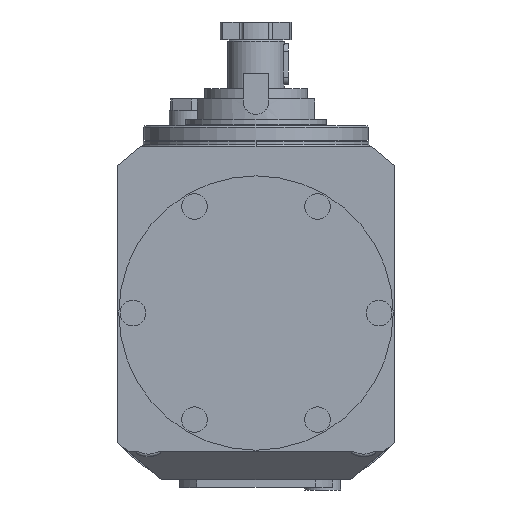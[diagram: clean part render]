
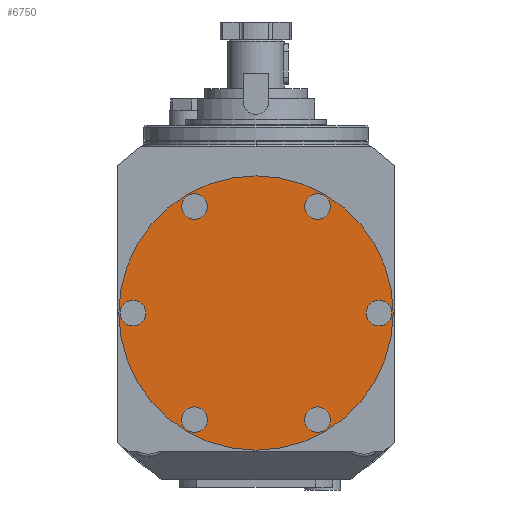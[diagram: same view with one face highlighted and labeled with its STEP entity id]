
A CAD part, left-side view. The second image highlights one B-rep face of the part: STEP entity #6750.
In plain terms, the highlighted planar face has unit normal (-1, 0, 0).
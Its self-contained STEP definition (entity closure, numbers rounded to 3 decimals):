
#685=CARTESIAN_POINT('',(-138.,0.,0.));
#686=DIRECTION('',(-1.,0.,0.));
#687=DIRECTION('',(0.,0.,1.));
#688=AXIS2_PLACEMENT_3D('',#685,#686,#687);
#694=CARTESIAN_POINT('',(-138.,0.,0.));
#695=DIRECTION('',(1.,0.,0.));
#696=DIRECTION('',(0.,0.,1.));
#697=AXIS2_PLACEMENT_3D('',#694,#695,#696);
#703=CARTESIAN_POINT('',(-138.,-24.,41.569));
#704=DIRECTION('',(1.,0.,0.));
#705=DIRECTION('',(0.,0.,1.));
#706=AXIS2_PLACEMENT_3D('',#703,#704,#705);
#708=CARTESIAN_POINT('',(-138.,-24.,41.569));
#709=DIRECTION('',(1.,0.,0.));
#710=DIRECTION('',(0.,0.,-1.));
#711=AXIS2_PLACEMENT_3D('',#708,#709,#710);
#713=CARTESIAN_POINT('',(-138.,24.,41.569));
#714=DIRECTION('',(1.,0.,0.));
#715=DIRECTION('',(0.,0.,1.));
#716=AXIS2_PLACEMENT_3D('',#713,#714,#715);
#718=CARTESIAN_POINT('',(-138.,24.,41.569));
#719=DIRECTION('',(1.,0.,0.));
#720=DIRECTION('',(0.,0.,-1.));
#721=AXIS2_PLACEMENT_3D('',#718,#719,#720);
#723=CARTESIAN_POINT('',(-138.,48.,0.));
#724=DIRECTION('',(1.,0.,0.));
#725=DIRECTION('',(0.,0.,1.));
#726=AXIS2_PLACEMENT_3D('',#723,#724,#725);
#728=CARTESIAN_POINT('',(-138.,48.,0.));
#729=DIRECTION('',(1.,0.,0.));
#730=DIRECTION('',(0.,0.,-1.));
#731=AXIS2_PLACEMENT_3D('',#728,#729,#730);
#733=CARTESIAN_POINT('',(-138.,24.,-41.569));
#734=DIRECTION('',(1.,0.,0.));
#735=DIRECTION('',(0.,0.,1.));
#736=AXIS2_PLACEMENT_3D('',#733,#734,#735);
#738=CARTESIAN_POINT('',(-138.,24.,-41.569));
#739=DIRECTION('',(1.,0.,0.));
#740=DIRECTION('',(0.,0.,-1.));
#741=AXIS2_PLACEMENT_3D('',#738,#739,#740);
#743=CARTESIAN_POINT('',(-138.,-24.,-41.569));
#744=DIRECTION('',(1.,0.,0.));
#745=DIRECTION('',(0.,0.,1.));
#746=AXIS2_PLACEMENT_3D('',#743,#744,#745);
#748=CARTESIAN_POINT('',(-138.,-24.,-41.569));
#749=DIRECTION('',(1.,0.,0.));
#750=DIRECTION('',(0.,0.,-1.));
#751=AXIS2_PLACEMENT_3D('',#748,#749,#750);
#753=CARTESIAN_POINT('',(-138.,-48.,0.));
#754=DIRECTION('',(1.,0.,0.));
#755=DIRECTION('',(0.,0.,1.));
#756=AXIS2_PLACEMENT_3D('',#753,#754,#755);
#758=CARTESIAN_POINT('',(-138.,-48.,0.));
#759=DIRECTION('',(1.,0.,0.));
#760=DIRECTION('',(0.,0.,-1.));
#761=AXIS2_PLACEMENT_3D('',#758,#759,#760);
#5523=CARTESIAN_POINT('',(-138.,0.,53.5));
#5524=CARTESIAN_POINT('',(-138.,0.,-53.5));
#5525=VERTEX_POINT('',#5523);
#5526=VERTEX_POINT('',#5524);
#5535=CARTESIAN_POINT('',(-138.,-24.,46.569));
#5536=CARTESIAN_POINT('',(-138.,-24.,36.569));
#5537=VERTEX_POINT('',#5535);
#5538=VERTEX_POINT('',#5536);
#5543=CARTESIAN_POINT('',(-138.,24.,46.569));
#5544=CARTESIAN_POINT('',(-138.,24.,36.569));
#5545=VERTEX_POINT('',#5543);
#5546=VERTEX_POINT('',#5544);
#5551=CARTESIAN_POINT('',(-138.,48.,5.));
#5552=CARTESIAN_POINT('',(-138.,48.,-5.));
#5553=VERTEX_POINT('',#5551);
#5554=VERTEX_POINT('',#5552);
#5559=CARTESIAN_POINT('',(-138.,24.,-36.569));
#5560=CARTESIAN_POINT('',(-138.,24.,-46.569));
#5561=VERTEX_POINT('',#5559);
#5562=VERTEX_POINT('',#5560);
#5567=CARTESIAN_POINT('',(-138.,-24.,-36.569));
#5568=CARTESIAN_POINT('',(-138.,-24.,-46.569));
#5569=VERTEX_POINT('',#5567);
#5570=VERTEX_POINT('',#5568);
#5575=CARTESIAN_POINT('',(-138.,-48.,5.));
#5576=CARTESIAN_POINT('',(-138.,-48.,-5.));
#5577=VERTEX_POINT('',#5575);
#5578=VERTEX_POINT('',#5576);
#6705=CARTESIAN_POINT('',(-138.,0.,0.));
#6706=DIRECTION('',(-1.,0.,0.));
#6707=DIRECTION('',(0.,0.,-1.));
#6708=AXIS2_PLACEMENT_3D('',#6705,#6706,#6707);
#6709=PLANE('',#6708);
#6710=ORIENTED_EDGE('',*,*,#6699,.T.);
#6711=ORIENTED_EDGE('',*,*,#6685,.F.);
#6712=EDGE_LOOP('',(#6710,#6711));
#6713=FACE_OUTER_BOUND('',#6712,.F.);
#6715=ORIENTED_EDGE('',*,*,#6714,.F.);
#6717=ORIENTED_EDGE('',*,*,#6716,.F.);
#6718=EDGE_LOOP('',(#6715,#6717));
#6719=FACE_BOUND('',#6718,.F.);
#6721=ORIENTED_EDGE('',*,*,#6720,.F.);
#6723=ORIENTED_EDGE('',*,*,#6722,.F.);
#6724=EDGE_LOOP('',(#6721,#6723));
#6725=FACE_BOUND('',#6724,.F.);
#6727=ORIENTED_EDGE('',*,*,#6726,.F.);
#6729=ORIENTED_EDGE('',*,*,#6728,.F.);
#6730=EDGE_LOOP('',(#6727,#6729));
#6731=FACE_BOUND('',#6730,.F.);
#6733=ORIENTED_EDGE('',*,*,#6732,.F.);
#6735=ORIENTED_EDGE('',*,*,#6734,.F.);
#6736=EDGE_LOOP('',(#6733,#6735));
#6737=FACE_BOUND('',#6736,.F.);
#6739=ORIENTED_EDGE('',*,*,#6738,.F.);
#6741=ORIENTED_EDGE('',*,*,#6740,.F.);
#6742=EDGE_LOOP('',(#6739,#6741));
#6743=FACE_BOUND('',#6742,.F.);
#6745=ORIENTED_EDGE('',*,*,#6744,.F.);
#6747=ORIENTED_EDGE('',*,*,#6746,.F.);
#6748=EDGE_LOOP('',(#6745,#6747));
#6749=FACE_BOUND('',#6748,.F.);
#6750=ADVANCED_FACE('',(#6713,#6719,#6725,#6731,#6737,#6743,#6749),#6709,.T.);
#689=CIRCLE('',#688,53.5);
#698=CIRCLE('',#697,53.5);
#707=CIRCLE('',#706,5.);
#712=CIRCLE('',#711,5.);
#717=CIRCLE('',#716,5.);
#722=CIRCLE('',#721,5.);
#727=CIRCLE('',#726,5.);
#732=CIRCLE('',#731,5.);
#737=CIRCLE('',#736,5.);
#742=CIRCLE('',#741,5.);
#747=CIRCLE('',#746,5.);
#752=CIRCLE('',#751,5.);
#757=CIRCLE('',#756,5.);
#762=CIRCLE('',#761,5.);
#6685=EDGE_CURVE('',#5525,#5526,#689,.T.);
#6699=EDGE_CURVE('',#5525,#5526,#698,.T.);
#6714=EDGE_CURVE('',#5537,#5538,#707,.T.);
#6716=EDGE_CURVE('',#5538,#5537,#712,.T.);
#6720=EDGE_CURVE('',#5545,#5546,#717,.T.);
#6722=EDGE_CURVE('',#5546,#5545,#722,.T.);
#6726=EDGE_CURVE('',#5553,#5554,#727,.T.);
#6728=EDGE_CURVE('',#5554,#5553,#732,.T.);
#6732=EDGE_CURVE('',#5561,#5562,#737,.T.);
#6734=EDGE_CURVE('',#5562,#5561,#742,.T.);
#6738=EDGE_CURVE('',#5569,#5570,#747,.T.);
#6740=EDGE_CURVE('',#5570,#5569,#752,.T.);
#6744=EDGE_CURVE('',#5577,#5578,#757,.T.);
#6746=EDGE_CURVE('',#5578,#5577,#762,.T.);
